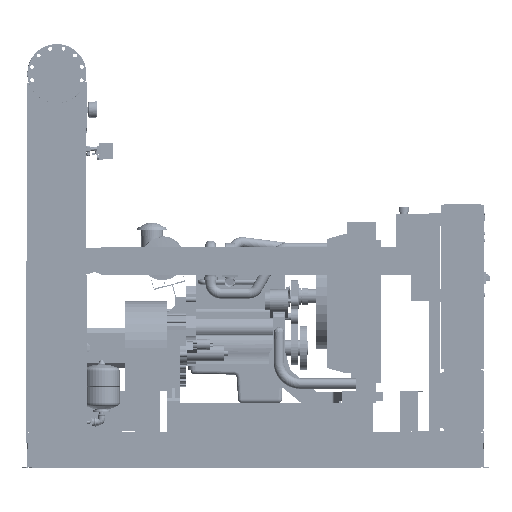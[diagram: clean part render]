
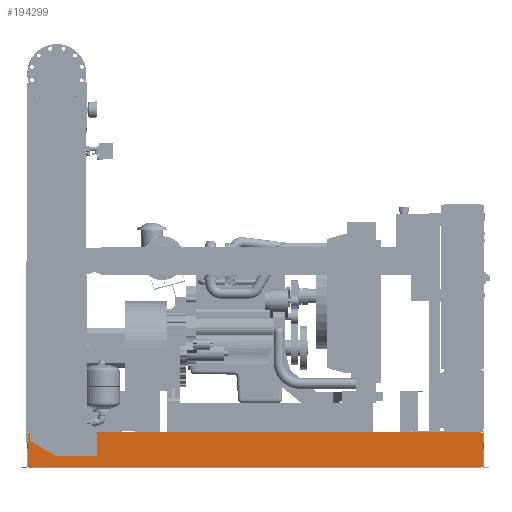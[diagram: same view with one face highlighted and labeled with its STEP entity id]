
A CAD part, front view. The second image highlights one B-rep face of the part: STEP entity #194299.
In plain terms, the highlighted free-form (B-spline) face has degree [1, 1] with [2, 2] control points.
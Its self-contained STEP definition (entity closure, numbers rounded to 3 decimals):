
#189240=CARTESIAN_POINT('',(-158.0,-738.5,202.));
#189241=VERTEX_POINT('',#189240);
#189248=CARTESIAN_POINT('',(-158.0,-738.5,208.));
#189249=VERTEX_POINT('',#189248);
#189250=CARTESIAN_POINT('',(-158.0,-738.5,202.));
#189251=DIRECTION('',(0.0,0.0,1.0));
#189252=VECTOR('',#189251,6.);
#189253=LINE('',#189250,#189252);
#189254=EDGE_CURVE('',#189241,#189249,#189253,.T.);
#192573=CARTESIAN_POINT('',(2436.0,-738.5,208.));
#192574=VERTEX_POINT('',#192573);
#192575=CARTESIAN_POINT('',(-158.0,-738.5,208.));
#192576=DIRECTION('',(1.0,0.0,0.0));
#192577=VECTOR('',#192576,2594.0);
#192578=LINE('',#192575,#192577);
#192579=EDGE_CURVE('',#189249,#192574,#192578,.T.);
#193876=CARTESIAN_POINT('',(2444.0,-738.5,202.));
#193877=VERTEX_POINT('',#193876);
#193884=CARTESIAN_POINT('',(2444.0,-738.5,112.689));
#193885=VERTEX_POINT('',#193884);
#193886=CARTESIAN_POINT('',(2444.0,-738.5,112.689));
#193887=DIRECTION('',(0.0,0.0,1.0));
#193888=VECTOR('',#193887,89.311);
#193889=LINE('',#193886,#193888);
#193890=EDGE_CURVE('',#193885,#193877,#193889,.T.);
#194213=CARTESIAN_POINT('',(-166.0,-738.5,3.));
#194214=CARTESIAN_POINT('',(-166.0,-738.5,208.));
#194215=CARTESIAN_POINT('',(2444.0,-738.5,3.));
#194216=CARTESIAN_POINT('',(2444.0,-738.5,208.));
#194217=B_SPLINE_SURFACE_WITH_KNOTS('',1,1,((#194213,#194215),(#194214,#194216)),.UNSPECIFIED.,.F.,.F.,.U.,(2,2),(2,2),(0.0,205.),(0.0,2610.0),.UNSPECIFIED.);
#194218=CARTESIAN_POINT('',(2444.0,-738.5,6.));
#194219=VERTEX_POINT('',#194218);
#194220=CARTESIAN_POINT('',(2444.0,-738.5,6.));
#194221=DIRECTION('',(0.0,0.0,1.0));
#194222=VECTOR('',#194221,106.689);
#194223=LINE('',#194220,#194222);
#194224=EDGE_CURVE('',#194219,#193885,#194223,.T.);
#194225=ORIENTED_EDGE('',*,*,#194224,.T.);
#194226=ORIENTED_EDGE('',*,*,#193890,.T.);
#194227=CARTESIAN_POINT('',(2436.0,-738.5,202.));
#194228=VERTEX_POINT('',#194227);
#194229=CARTESIAN_POINT('',(2444.0,-738.5,202.));
#194230=DIRECTION('',(-1.0,0.0,0.0));
#194231=VECTOR('',#194230,8.0);
#194232=LINE('',#194229,#194231);
#194233=EDGE_CURVE('',#193877,#194228,#194232,.T.);
#194234=ORIENTED_EDGE('',*,*,#194233,.T.);
#194235=CARTESIAN_POINT('',(2436.0,-738.5,208.));
#194236=DIRECTION('',(0.0,0.0,-1.0));
#194237=VECTOR('',#194236,6.);
#194238=LINE('',#194235,#194237);
#194239=EDGE_CURVE('',#192574,#194228,#194238,.T.);
#194240=ORIENTED_EDGE('',*,*,#194239,.F.);
#194241=ORIENTED_EDGE('',*,*,#192579,.F.);
#194242=ORIENTED_EDGE('',*,*,#189254,.F.);
#194243=CARTESIAN_POINT('',(-166.0,-738.5,202.));
#194244=VERTEX_POINT('',#194243);
#194245=CARTESIAN_POINT('',(-158.0,-738.5,202.));
#194246=DIRECTION('',(-1.0,0.0,0.0));
#194247=VECTOR('',#194246,8.0);
#194248=LINE('',#194245,#194247);
#194249=EDGE_CURVE('',#189241,#194244,#194248,.T.);
#194250=ORIENTED_EDGE('',*,*,#194249,.T.);
#194251=CARTESIAN_POINT('',(-166.0,-738.5,6.));
#194252=VERTEX_POINT('',#194251);
#194253=CARTESIAN_POINT('',(-166.0,-738.5,202.));
#194254=DIRECTION('',(0.0,0.0,-1.0));
#194255=VECTOR('',#194254,196.);
#194256=LINE('',#194253,#194255);
#194257=EDGE_CURVE('',#194244,#194252,#194256,.T.);
#194258=ORIENTED_EDGE('',*,*,#194257,.T.);
#194259=CARTESIAN_POINT('',(-158.0,-738.5,6.));
#194260=VERTEX_POINT('',#194259);
#194261=CARTESIAN_POINT('',(-166.0,-738.5,6.));
#194262=DIRECTION('',(1.0,0.0,0.0));
#194263=VECTOR('',#194262,8.0);
#194264=LINE('',#194261,#194263);
#194265=EDGE_CURVE('',#194252,#194260,#194264,.T.);
#194266=ORIENTED_EDGE('',*,*,#194265,.T.);
#194267=CARTESIAN_POINT('',(-158.0,-738.5,3.));
#194268=VERTEX_POINT('',#194267);
#194269=CARTESIAN_POINT('',(-158.0,-738.5,3.));
#194270=DIRECTION('',(0.0,0.0,1.0));
#194271=VECTOR('',#194270,3.);
#194272=LINE('',#194269,#194271);
#194273=EDGE_CURVE('',#194268,#194260,#194272,.T.);
#194274=ORIENTED_EDGE('',*,*,#194273,.F.);
#194275=CARTESIAN_POINT('',(2436.0,-738.5,3.));
#194276=VERTEX_POINT('',#194275);
#194277=CARTESIAN_POINT('',(2436.0,-738.5,3.));
#194278=DIRECTION('',(-1.0,0.0,0.0));
#194279=VECTOR('',#194278,2594.0);
#194280=LINE('',#194277,#194279);
#194281=EDGE_CURVE('',#194276,#194268,#194280,.T.);
#194282=ORIENTED_EDGE('',*,*,#194281,.F.);
#194283=CARTESIAN_POINT('',(2436.0,-738.5,6.));
#194284=VERTEX_POINT('',#194283);
#194285=CARTESIAN_POINT('',(2436.0,-738.5,6.));
#194286=DIRECTION('',(0.0,0.0,-1.0));
#194287=VECTOR('',#194286,3.);
#194288=LINE('',#194285,#194287);
#194289=EDGE_CURVE('',#194284,#194276,#194288,.T.);
#194290=ORIENTED_EDGE('',*,*,#194289,.F.);
#194291=CARTESIAN_POINT('',(2436.0,-738.5,6.));
#194292=DIRECTION('',(1.0,0.0,0.0));
#194293=VECTOR('',#194292,8.0);
#194294=LINE('',#194291,#194293);
#194295=EDGE_CURVE('',#194284,#194219,#194294,.T.);
#194296=ORIENTED_EDGE('',*,*,#194295,.T.);
#194297=EDGE_LOOP('',(#194225,#194226,#194234,#194240,#194241,#194242,#194250,#194258,#194266,#194274,#194282,#194290,#194296));
#194298=FACE_OUTER_BOUND('',#194297,.T.);
#194299=ADVANCED_FACE('',(#194298),#194217,.F.);
